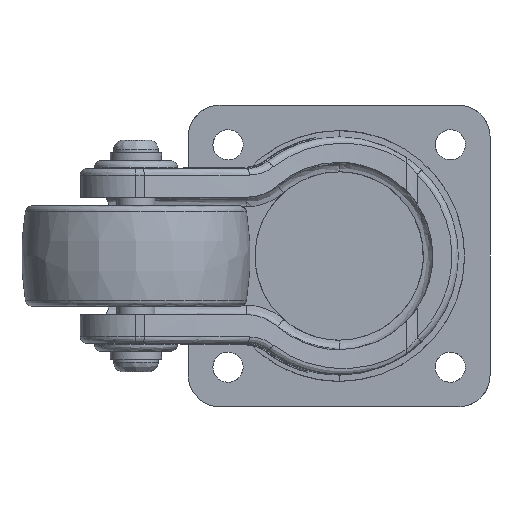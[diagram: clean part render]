
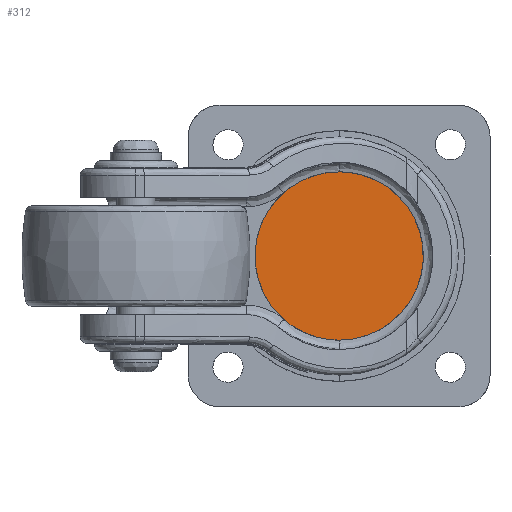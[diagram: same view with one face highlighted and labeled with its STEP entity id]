
A CAD part, front view. The second image highlights one B-rep face of the part: STEP entity #312.
In plain terms, the highlighted free-form (B-spline) face has degree [1, 1] with [2, 2] control points.
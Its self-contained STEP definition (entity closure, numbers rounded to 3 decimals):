
#45 = CARTESIAN_POINT ( 'NONE',  ( 26.5, -13.5, 1.736 ) ) ;
#203 = CARTESIAN_POINT ( 'NONE',  ( 3.467, -13.5, 26.329 ) ) ;
#312 = ADVANCED_FACE ( 'NONE', ( #23549 ), #10610, .F. ) ;
#358 = CARTESIAN_POINT ( 'NONE',  ( 0., -13.5, -26.5 ) ) ;
#667 = CARTESIAN_POINT ( 'NONE',  ( 25.147, -13.5, -8.537 ) ) ;
#1644 = CARTESIAN_POINT ( 'NONE',  ( -11.745, -13.5, -23.819 ) ) ;
#1805 = CARTESIAN_POINT ( 'NONE',  ( -25.147, -13.5, 8.537 ) ) ;
#2662 = CARTESIAN_POINT ( 'NONE',  ( -26.818, -13.5, 26.818 ) ) ;
#3063 = CARTESIAN_POINT ( 'NONE',  ( 8.537, -13.5, -25.147 ) ) ;
#4348 = CARTESIAN_POINT ( 'NONE',  ( -21.07, -13.5, -16.166 ) ) ;
#4414 = CARTESIAN_POINT ( 'NONE',  ( -26.818, -13.5, -26.818 ) ) ;
#4670 = CARTESIAN_POINT ( 'NONE',  ( -21.07, -13.5, 16.166 ) ) ;
#4832 = CARTESIAN_POINT ( 'NONE',  ( 17.511, -13.5, 19.966 ) ) ;
#4990 = CARTESIAN_POINT ( 'NONE',  ( 23.819, -13.5, 11.745 ) ) ;
#5935 = VERTEX_POINT ( 'NONE', #29089 ) ;
#6374 = VERTEX_POINT ( 'NONE', #7044 ) ;
#6428 = CARTESIAN_POINT ( 'NONE',  ( -17.511, -13.5, -19.966 ) ) ;
#6589 = CARTESIAN_POINT ( 'NONE',  ( -22.998, -13.5, -13.279 ) ) ;
#6907 = CARTESIAN_POINT ( 'NONE',  ( -23.819, -13.5, -11.745 ) ) ;
#7044 = CARTESIAN_POINT ( 'NONE',  ( 0., -13.5, -26.5 ) ) ;
#7389 = CARTESIAN_POINT ( 'NONE',  ( 26.329, -13.5, -3.467 ) ) ;
#7545 = CARTESIAN_POINT ( 'NONE',  ( 26.5, -13.5, -1.736 ) ) ;
#7861 = CARTESIAN_POINT ( 'NONE',  ( 25.652, -13.5, 6.872 ) ) ;
#8430 = EDGE_CURVE ( 'NONE', #5935, #6374, #31144, .T. ) ;
#8814 = CARTESIAN_POINT ( 'NONE',  ( -1.736, -13.5, -26.5 ) ) ;
#8972 = CARTESIAN_POINT ( 'NONE',  ( -13.279, -13.5, 22.998 ) ) ;
#9035 = EDGE_CURVE ( 'NONE', #6374, #5935, #26532, .T. ) ;
#9135 = CARTESIAN_POINT ( 'NONE',  ( -11.745, -13.5, 23.819 ) ) ;
#9452 = CARTESIAN_POINT ( 'NONE',  ( 0., -13.5, -26.5 ) ) ;
#9779 = CARTESIAN_POINT ( 'NONE',  ( 16.166, -13.5, 21.07 ) ) ;
#9934 = CARTESIAN_POINT ( 'NONE',  ( 11.745, -13.5, -23.819 ) ) ;
#10088 = CARTESIAN_POINT ( 'NONE',  ( 21.07, -13.5, 16.166 ) ) ;
#10234 = CARTESIAN_POINT ( 'NONE',  ( 16.166, -13.5, -21.07 ) ) ;
#10387 = CARTESIAN_POINT ( 'NONE',  ( 25.147, -13.5, 8.537 ) ) ;
#10610 = B_SPLINE_SURFACE_WITH_KNOTS ( 'NONE', 1, 1, ( 
 ( #4414, #24502 ),
 ( #2662, #17144 ) ),
 .UNSPECIFIED., .F., .F., .F.,
 ( 2, 2 ),
 ( 2, 2 ),
 ( 0., 1. ),
 ( 0., 1. ),
 .UNSPECIFIED. ) ;
#11360 = CARTESIAN_POINT ( 'NONE',  ( -25.147, -13.5, -8.537 ) ) ;
#12159 = CARTESIAN_POINT ( 'NONE',  ( 3.467, -13.5, -26.329 ) ) ;
#12315 = CARTESIAN_POINT ( 'NONE',  ( 22.998, -13.5, -13.279 ) ) ;
#12621 = CARTESIAN_POINT ( 'NONE',  ( 1.736, -13.5, -26.5 ) ) ;
#12779 = CARTESIAN_POINT ( 'NONE',  ( 17.511, -13.5, -19.966 ) ) ;
#13752 = CARTESIAN_POINT ( 'NONE',  ( -22.998, -13.5, 13.279 ) ) ;
#13910 = CARTESIAN_POINT ( 'NONE',  ( -3.467, -13.5, -26.329 ) ) ;
#14071 = CARTESIAN_POINT ( 'NONE',  ( -16.166, -13.5, -21.07 ) ) ;
#14233 = CARTESIAN_POINT ( 'NONE',  ( -13.279, -13.5, -22.998 ) ) ;
#14386 = CARTESIAN_POINT ( 'NONE',  ( -1.736, -13.5, 26.5 ) ) ;
#14543 = CARTESIAN_POINT ( 'NONE',  ( 23.819, -13.5, -11.745 ) ) ;
#16272 = CARTESIAN_POINT ( 'NONE',  ( -26.5, -13.5, 1.736 ) ) ;
#16434 = CARTESIAN_POINT ( 'NONE',  ( -16.166, -13.5, 21.07 ) ) ;
#17080 = CARTESIAN_POINT ( 'NONE',  ( 22.998, -13.5, 13.279 ) ) ;
#17144 = CARTESIAN_POINT ( 'NONE',  ( 26.818, -13.5, 26.818 ) ) ;
#18519 = CARTESIAN_POINT ( 'NONE',  ( -19.966, -13.5, -17.511 ) ) ;
#18673 = CARTESIAN_POINT ( 'NONE',  ( -17.511, -13.5, 19.966 ) ) ;
#18830 = CARTESIAN_POINT ( 'NONE',  ( -26.329, -13.5, 3.467 ) ) ;
#19473 = CARTESIAN_POINT ( 'NONE',  ( 13.279, -13.5, 22.998 ) ) ;
#19633 = CARTESIAN_POINT ( 'NONE',  ( 1.736, -13.5, 26.5 ) ) ;
#19942 = CARTESIAN_POINT ( 'NONE',  ( 19.966, -13.5, -17.511 ) ) ;
#21552 = CARTESIAN_POINT ( 'NONE',  ( 0., -13.5, 26.5 ) ) ;
#22344 = CARTESIAN_POINT ( 'NONE',  ( 13.279, -13.5, -22.998 ) ) ;
#22503 = CARTESIAN_POINT ( 'NONE',  ( 21.07, -13.5, -16.166 ) ) ;
#22840 = ORIENTED_EDGE ( 'NONE', *, *, #8430, .T. ) ;
#23480 = CARTESIAN_POINT ( 'NONE',  ( -25.652, -13.5, 6.872 ) ) ;
#23549 = FACE_OUTER_BOUND ( 'NONE', #30056, .T. ) ;
#23634 = CARTESIAN_POINT ( 'NONE',  ( -26.329, -13.5, -3.467 ) ) ;
#23800 = CARTESIAN_POINT ( 'NONE',  ( -8.537, -13.5, -25.147 ) ) ;
#24120 = CARTESIAN_POINT ( 'NONE',  ( -8.537, -13.5, 25.147 ) ) ;
#24437 = CARTESIAN_POINT ( 'NONE',  ( 8.537, -13.5, 25.147 ) ) ;
#24502 = CARTESIAN_POINT ( 'NONE',  ( 26.818, -13.5, -26.818 ) ) ;
#25871 = CARTESIAN_POINT ( 'NONE',  ( -3.467, -13.5, 26.329 ) ) ;
#26028 = CARTESIAN_POINT ( 'NONE',  ( -6.872, -13.5, -25.652 ) ) ;
#26188 = CARTESIAN_POINT ( 'NONE',  ( -26.5, -13.5, -1.736 ) ) ;
#26532 = B_SPLINE_CURVE_WITH_KNOTS ( 'NONE', 3,
 ( #358, #12621, #12159, #27151, #3063, #9934, #22344, #10234, #12779, #19942, #22503, #12315, #14543, #667, #26672, #7389, #7545, #45, #29697, #7861, #10387, #4990, #17080, #10088, #29855, #4832, #9779, #19473, #26831, #24437, #29235, #203, #19633, #29390 ),
 .UNSPECIFIED., .F., .F.,
 ( 4, 2, 2, 2, 2, 2, 2, 2, 2, 2, 2, 2, 2, 2, 2, 2, 4 ),
 ( 0., 0.196, 0.393, 0.589, 0.785, 0.982, 1.178, 1.374, 1.571, 1.767, 1.963, 2.16, 2.356, 2.553, 2.749, 2.945, 3.142 ),
 .UNSPECIFIED. ) ;
#26672 = CARTESIAN_POINT ( 'NONE',  ( 25.652, -13.5, -6.872 ) ) ;
#26831 = CARTESIAN_POINT ( 'NONE',  ( 11.745, -13.5, 23.819 ) ) ;
#27151 = CARTESIAN_POINT ( 'NONE',  ( 6.872, -13.5, -25.652 ) ) ;
#28434 = CARTESIAN_POINT ( 'NONE',  ( -25.652, -13.5, -6.872 ) ) ;
#28598 = CARTESIAN_POINT ( 'NONE',  ( -6.872, -13.5, 25.652 ) ) ;
#28760 = CARTESIAN_POINT ( 'NONE',  ( -19.966, -13.5, 17.511 ) ) ;
#29089 = CARTESIAN_POINT ( 'NONE',  ( 0., -13.5, 26.5 ) ) ;
#29235 = CARTESIAN_POINT ( 'NONE',  ( 6.872, -13.5, 25.652 ) ) ;
#29390 = CARTESIAN_POINT ( 'NONE',  ( 0., -13.5, 26.5 ) ) ;
#29697 = CARTESIAN_POINT ( 'NONE',  ( 26.329, -13.5, 3.467 ) ) ;
#29855 = CARTESIAN_POINT ( 'NONE',  ( 19.966, -13.5, 17.511 ) ) ;
#30056 = EDGE_LOOP ( 'NONE', ( #22840, #30926 ) ) ;
#30926 = ORIENTED_EDGE ( 'NONE', *, *, #9035, .T. ) ;
#31144 = B_SPLINE_CURVE_WITH_KNOTS ( 'NONE', 3,
 ( #21552, #14386, #25871, #28598, #24120, #9135, #8972, #16434, #18673, #28760, #4670, #13752, #31311, #1805, #23480, #18830, #16272, #26188, #23634, #28434, #11360, #6907, #6589, #4348, #18519, #6428, #14071, #14233, #1644, #23800, #26028, #13910, #8814, #9452 ),
 .UNSPECIFIED., .F., .F.,
 ( 4, 2, 2, 2, 2, 2, 2, 2, 2, 2, 2, 2, 2, 2, 2, 2, 4 ),
 ( 0., 0.196, 0.393, 0.589, 0.785, 0.982, 1.178, 1.374, 1.571, 1.767, 1.963, 2.16, 2.356, 2.553, 2.749, 2.945, 3.142 ),
 .UNSPECIFIED. ) ;
#31311 = CARTESIAN_POINT ( 'NONE',  ( -23.819, -13.5, 11.745 ) ) ;
